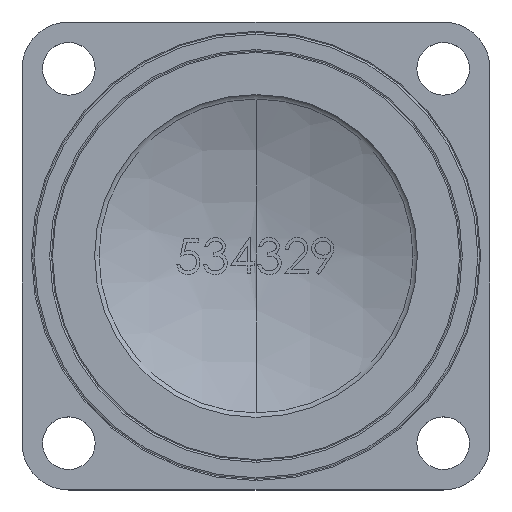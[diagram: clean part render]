
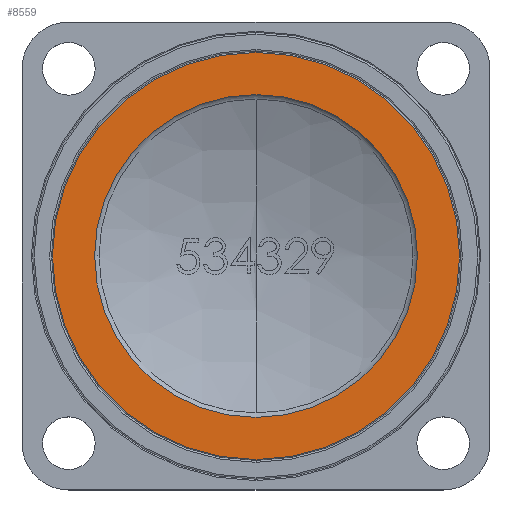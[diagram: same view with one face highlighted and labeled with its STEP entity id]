
A CAD part, top view. The second image highlights one B-rep face of the part: STEP entity #8559.
In plain terms, the highlighted planar face has unit normal (0, 0, 1).
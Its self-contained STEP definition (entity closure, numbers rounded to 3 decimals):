
#44 = EDGE_CURVE ( 'NONE', #8327, #9387, #7908, .T. ) ;
#45 = EDGE_CURVE ( 'NONE', #9444, #9388, #7907, .T. ) ;
#1177 = ORIENTED_EDGE ( 'NONE', *, *, #44, .T. ) ;
#1178 = ORIENTED_EDGE ( 'NONE', *, *, #5045, .T. ) ;
#1207 = ORIENTED_EDGE ( 'NONE', *, *, #5047, .T. ) ;
#1212 = ORIENTED_EDGE ( 'NONE', *, *, #45, .T. ) ;
#2073 = CIRCLE ( 'NONE', #3268, 43.797 ) ;
#2074 = CIRCLE ( 'NONE', #3266, 55.248 ) ;
#3266 = AXIS2_PLACEMENT_3D ( 'NONE', #5179, #5197, #5198 ) ;
#3268 = AXIS2_PLACEMENT_3D ( 'NONE', #5169, #5177, #5178 ) ;
#3389 = AXIS2_PLACEMENT_3D ( 'NONE', #9132, #9094, #9097 ) ;
#3390 = AXIS2_PLACEMENT_3D ( 'NONE', #9100, #9103, #9104 ) ;
#5045 = EDGE_CURVE ( 'NONE', #9387, #8327, #2073, .T. ) ;
#5047 = EDGE_CURVE ( 'NONE', #9388, #9444, #2074, .T. ) ;
#5169 = CARTESIAN_POINT ( 'NONE',  ( 0., 0., 0. ) ) ;
#5177 = DIRECTION ( 'NONE',  ( 0., 0., -1. ) ) ;
#5178 = DIRECTION ( 'NONE',  ( 1., 0., 0. ) ) ;
#5179 = CARTESIAN_POINT ( 'NONE',  ( 0., 0., 0. ) ) ;
#5197 = DIRECTION ( 'NONE',  ( 0., 0., 1. ) ) ;
#5198 = DIRECTION ( 'NONE',  ( 1., 0., 0. ) ) ;
#6037 = CARTESIAN_POINT ( 'NONE',  ( -43.797, 0., 0. ) ) ;
#6698 = AXIS2_PLACEMENT_3D ( 'NONE', #13343, #13355, #13356 ) ;
#7907 = CIRCLE ( 'NONE', #3390, 55.248 ) ;
#7908 = CIRCLE ( 'NONE', #3389, 43.797 ) ;
#8327 = VERTEX_POINT ( 'NONE', #6037 ) ;
#8559 = ADVANCED_FACE ( 'NONE', ( #17351, #17357 ), #13347, .T. ) ;
#9094 = DIRECTION ( 'NONE',  ( 0., 0., -1. ) ) ;
#9097 = DIRECTION ( 'NONE',  ( 1., 0., 0. ) ) ;
#9100 = CARTESIAN_POINT ( 'NONE',  ( 0., 0., 0. ) ) ;
#9103 = DIRECTION ( 'NONE',  ( 0., 0., 1. ) ) ;
#9104 = DIRECTION ( 'NONE',  ( 1., 0., 0. ) ) ;
#9132 = CARTESIAN_POINT ( 'NONE',  ( 0., 0., 0. ) ) ;
#9387 = VERTEX_POINT ( 'NONE', #11388 ) ;
#9388 = VERTEX_POINT ( 'NONE', #11389 ) ;
#9444 = VERTEX_POINT ( 'NONE', #11448 ) ;
#9692 = EDGE_LOOP ( 'NONE', ( #1207, #1212 ) ) ;
#10257 = EDGE_LOOP ( 'NONE', ( #1177, #1178 ) ) ;
#11388 = CARTESIAN_POINT ( 'NONE',  ( 43.797, 0., 0. ) ) ;
#11389 = CARTESIAN_POINT ( 'NONE',  ( 55.248, 0., 0. ) ) ;
#11448 = CARTESIAN_POINT ( 'NONE',  ( -55.248, 0., 0. ) ) ;
#13343 = CARTESIAN_POINT ( 'NONE',  ( 0., 0., 0. ) ) ;
#13347 = PLANE ( 'NONE',  #6698 ) ;
#13355 = DIRECTION ( 'NONE',  ( 0., 0., 1. ) ) ;
#13356 = DIRECTION ( 'NONE',  ( 1., 0., 0. ) ) ;
#17351 = FACE_OUTER_BOUND ( 'NONE', #9692, .T. ) ;
#17357 = FACE_BOUND ( 'NONE', #10257, .T. ) ;
